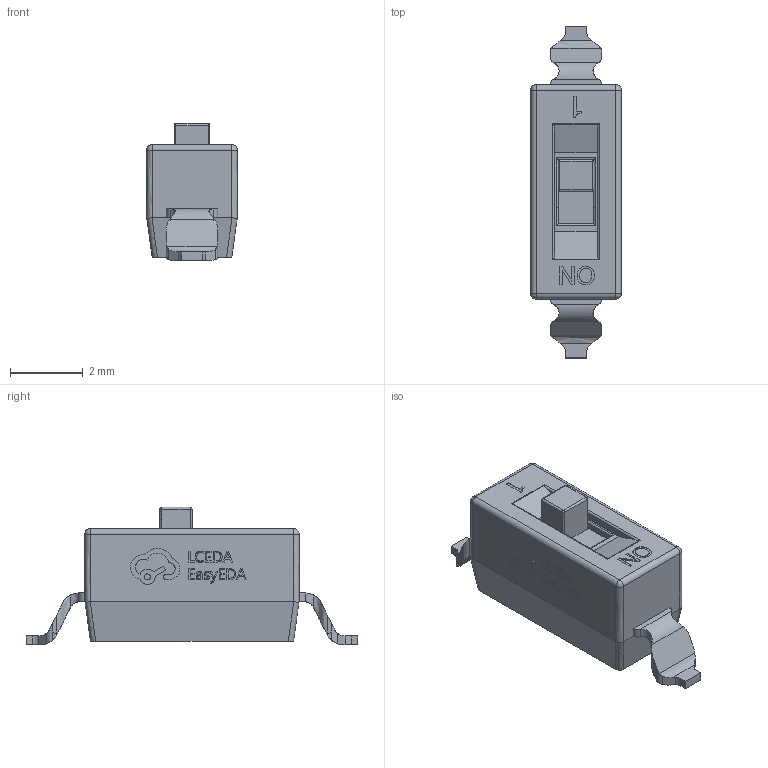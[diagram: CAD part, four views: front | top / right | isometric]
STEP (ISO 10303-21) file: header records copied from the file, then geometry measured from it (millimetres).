
FILE_DESCRIPTION(('Open CASCADE Model'),'2;1');
FILE_NAME('Open CASCADE Shape Model','2025-09-12T18:10:55',('Author'),( 'Open CASCADE'),'Open CASCADE STEP processor 7.8','Open CASCADE 7.8' ,'Unknown');
FILE_SCHEMA(('AUTOMOTIVE_DESIGN { 1 0 10303 214 1 1 1 1 }'));
Length unit declared in the file: millimetre
Products named in the file (1): SOLID
Bounding box: 2.49 x 9.12 x 3.78 mm (x, y, z)
Volume: 44.7 mm3; surface area: 94.1 mm2
Topology: 1 solids, 1 shells, 385 faces, 1044 edges, 678 vertices
Faces by surface type: bspline 385
Entity records: 15159 total; most frequent: CARTESIAN_POINT 6187, ORIENTED_EDGE 2072, EDGE_CURVE 1036, B_SPLINE_CURVE_WITH_KNOTS 936, VERTEX_POINT 678, FACE_BOUND 410, EDGE_LOOP 410, PRESENTATION_STYLE_ASSIGNMENT 386
